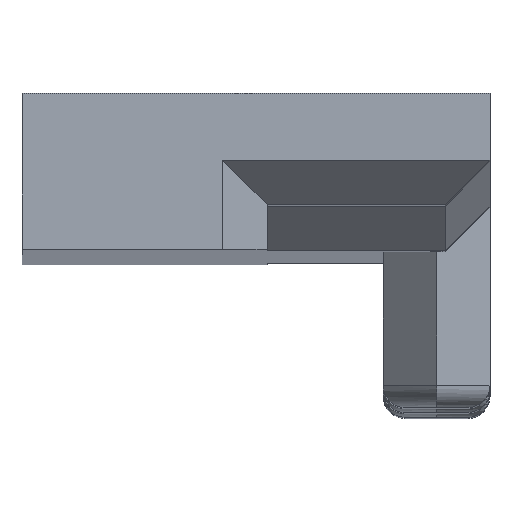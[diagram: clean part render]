
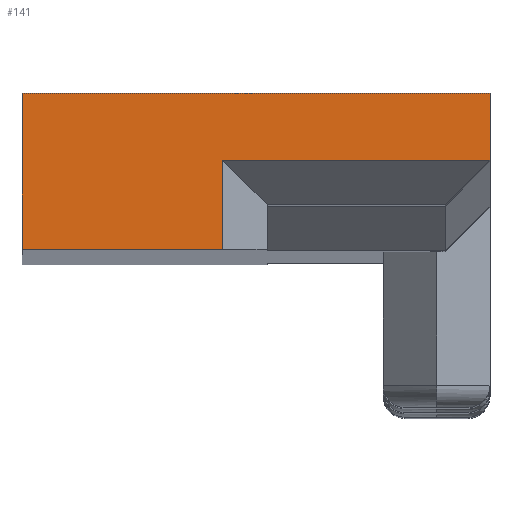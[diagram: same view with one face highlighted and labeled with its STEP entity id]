
A CAD part, top view. The second image highlights one B-rep face of the part: STEP entity #141.
In plain terms, the highlighted planar face has unit normal (0, 0, 1).
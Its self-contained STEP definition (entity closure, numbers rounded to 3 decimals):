
#141=ADVANCED_FACE('',(#243),#201,.T.);
#201=PLANE('',#1158);
#243=FACE_OUTER_BOUND('',#303,.T.);
#303=EDGE_LOOP('',(#382,#383,#384,#385,#386,#387));
#382=ORIENTED_EDGE('',*,*,#768,.F.);
#383=ORIENTED_EDGE('',*,*,#769,.T.);
#384=ORIENTED_EDGE('',*,*,#770,.T.);
#385=ORIENTED_EDGE('',*,*,#764,.F.);
#386=ORIENTED_EDGE('',*,*,#771,.T.);
#387=ORIENTED_EDGE('',*,*,#772,.T.);
#674=VERTEX_POINT('',#1556);
#675=VERTEX_POINT('',#1558);
#678=VERTEX_POINT('',#1566);
#679=VERTEX_POINT('',#1567);
#680=VERTEX_POINT('',#1569);
#681=VERTEX_POINT('',#1572);
#764=EDGE_CURVE('',#674,#675,#912,.T.);
#768=EDGE_CURVE('',#678,#679,#916,.T.);
#769=EDGE_CURVE('',#678,#680,#917,.T.);
#770=EDGE_CURVE('',#680,#675,#918,.T.);
#771=EDGE_CURVE('',#674,#681,#919,.T.);
#772=EDGE_CURVE('',#681,#679,#920,.T.);
#912=LINE('',#1557,#1042);
#916=LINE('',#1565,#1046);
#917=LINE('',#1568,#1047);
#918=LINE('',#1570,#1048);
#919=LINE('',#1571,#1049);
#920=LINE('',#1573,#1050);
#1042=VECTOR('',#1253,1.);
#1046=VECTOR('',#1259,1.);
#1047=VECTOR('',#1260,1.);
#1048=VECTOR('',#1261,1.);
#1049=VECTOR('',#1262,1.);
#1050=VECTOR('',#1263,1.);
#1158=AXIS2_PLACEMENT_3D('',#1574,#1264,#1265);
#1253=DIRECTION('',(0.,-1.,0.));
#1259=DIRECTION('',(-1.,0.,0.));
#1260=DIRECTION('',(0.,1.,0.));
#1261=DIRECTION('',(1.,0.,0.));
#1262=DIRECTION('',(-1.,0.,0.));
#1263=DIRECTION('',(0.,-1.,0.));
#1264=DIRECTION('',(0.,0.,1.));
#1265=DIRECTION('',(1.,0.,0.));
#1556=CARTESIAN_POINT('',(10.5,3.5,200.));
#1557=CARTESIAN_POINT('',(10.5,3.5,200.));
#1558=CARTESIAN_POINT('',(10.5,2.,200.));
#1565=CARTESIAN_POINT('',(10.5,0.,200.));
#1566=CARTESIAN_POINT('',(4.5,0.,200.));
#1567=CARTESIAN_POINT('',(0.,0.,200.));
#1568=CARTESIAN_POINT('',(4.5,1.,200.));
#1569=CARTESIAN_POINT('',(4.5,2.,200.));
#1570=CARTESIAN_POINT('',(10.5,2.,200.));
#1571=CARTESIAN_POINT('',(10.5,3.5,200.));
#1572=CARTESIAN_POINT('',(0.,3.5,200.));
#1573=CARTESIAN_POINT('',(0.,3.5,200.));
#1574=CARTESIAN_POINT('',(10.5,3.5,200.));
